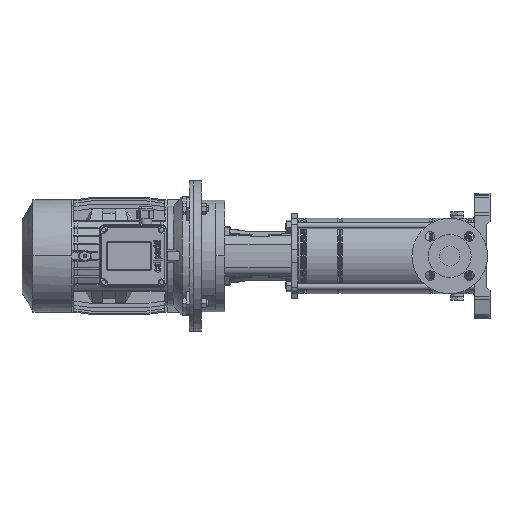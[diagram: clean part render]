
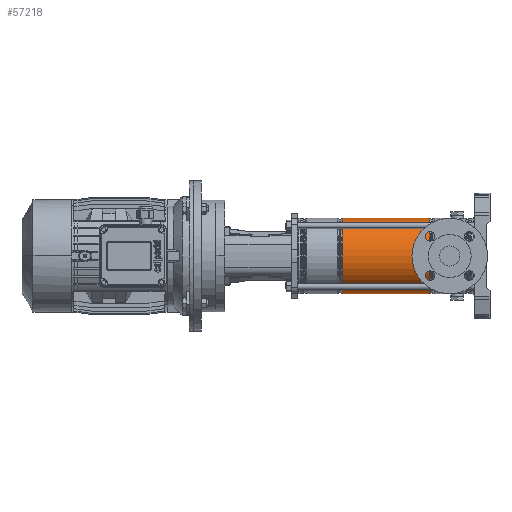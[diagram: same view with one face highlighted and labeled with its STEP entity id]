
A CAD part, left-side view. The second image highlights one B-rep face of the part: STEP entity #57218.
In plain terms, the highlighted cylindrical face has radius 74.9 mm (diameter 149.8 mm), a partial arc.
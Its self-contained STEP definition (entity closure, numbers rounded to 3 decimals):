
#1115 = CARTESIAN_POINT ( 'NONE',  ( 0., 0., 0. ) ) ;
#1913 = EDGE_CURVE ( 'NONE', #7647, #33030, #7270, .T. ) ;
#3205 = DIRECTION ( 'NONE',  ( 1., 0., 0. ) ) ;
#6740 = CARTESIAN_POINT ( 'NONE',  ( 74.9, 0., 261.221 ) ) ;
#7270 = LINE ( 'NONE', #53713, #73643 ) ;
#7647 = VERTEX_POINT ( 'NONE', #6740 ) ;
#8130 = DIRECTION ( 'NONE',  ( -1., 0., 0. ) ) ;
#9060 = CARTESIAN_POINT ( 'NONE',  ( 0., 0., 261.221 ) ) ;
#10433 = CIRCLE ( 'NONE', #36607, 74.9 ) ;
#11130 = ORIENTED_EDGE ( 'NONE', *, *, #1913, .T. ) ;
#11922 = AXIS2_PLACEMENT_3D ( 'NONE', #9060, #19975, #3205 ) ;
#14590 = CARTESIAN_POINT ( 'NONE',  ( -74.9, 0., 87.279 ) ) ;
#15937 = CARTESIAN_POINT ( 'NONE',  ( -74.9, 0., 0. ) ) ;
#19975 = DIRECTION ( 'NONE',  ( 0., 0., -1. ) ) ;
#21873 = CARTESIAN_POINT ( 'NONE',  ( 74.9, 0., 87.279 ) ) ;
#25933 = VERTEX_POINT ( 'NONE', #75366 ) ;
#26457 = DIRECTION ( 'NONE',  ( 0., 0., -1. ) ) ;
#28431 = EDGE_CURVE ( 'NONE', #33030, #65118, #10433, .T. ) ;
#31434 = DIRECTION ( 'NONE',  ( 0., 0., -1. ) ) ;
#32713 = VECTOR ( 'NONE', #76380, 1000. ) ;
#33030 = VERTEX_POINT ( 'NONE', #21873 ) ;
#35075 = AXIS2_PLACEMENT_3D ( 'NONE', #1115, #26457, #8130 ) ;
#36607 = AXIS2_PLACEMENT_3D ( 'NONE', #70950, #70570, #52635 ) ;
#38160 = FACE_OUTER_BOUND ( 'NONE', #65697, .T. ) ;
#47677 = ORIENTED_EDGE ( 'NONE', *, *, #49484, .T. ) ;
#49484 = EDGE_CURVE ( 'NONE', #25933, #7647, #71719, .T. ) ;
#50250 = CYLINDRICAL_SURFACE ( 'NONE', #35075, 74.9 ) ;
#52635 = DIRECTION ( 'NONE',  ( 1., 0., 0. ) ) ;
#53713 = CARTESIAN_POINT ( 'NONE',  ( 74.9, 0., 0. ) ) ;
#57218 = ADVANCED_FACE ( 'NONE', ( #38160 ), #50250, .T. ) ;
#65118 = VERTEX_POINT ( 'NONE', #14590 ) ;
#65697 = EDGE_LOOP ( 'NONE', ( #47677, #11130, #69537, #75744 ) ) ;
#69537 = ORIENTED_EDGE ( 'NONE', *, *, #28431, .T. ) ;
#70148 = LINE ( 'NONE', #15937, #32713 ) ;
#70570 = DIRECTION ( 'NONE',  ( 0., 0., 1. ) ) ;
#70950 = CARTESIAN_POINT ( 'NONE',  ( 0., 0., 87.279 ) ) ;
#71719 = CIRCLE ( 'NONE', #11922, 74.9 ) ;
#73135 = EDGE_CURVE ( 'NONE', #25933, #65118, #70148, .T. ) ;
#73643 = VECTOR ( 'NONE', #31434, 1000. ) ;
#75366 = CARTESIAN_POINT ( 'NONE',  ( -74.9, 0., 261.221 ) ) ;
#75744 = ORIENTED_EDGE ( 'NONE', *, *, #73135, .F. ) ;
#76380 = DIRECTION ( 'NONE',  ( 0., 0., -1. ) ) ;
